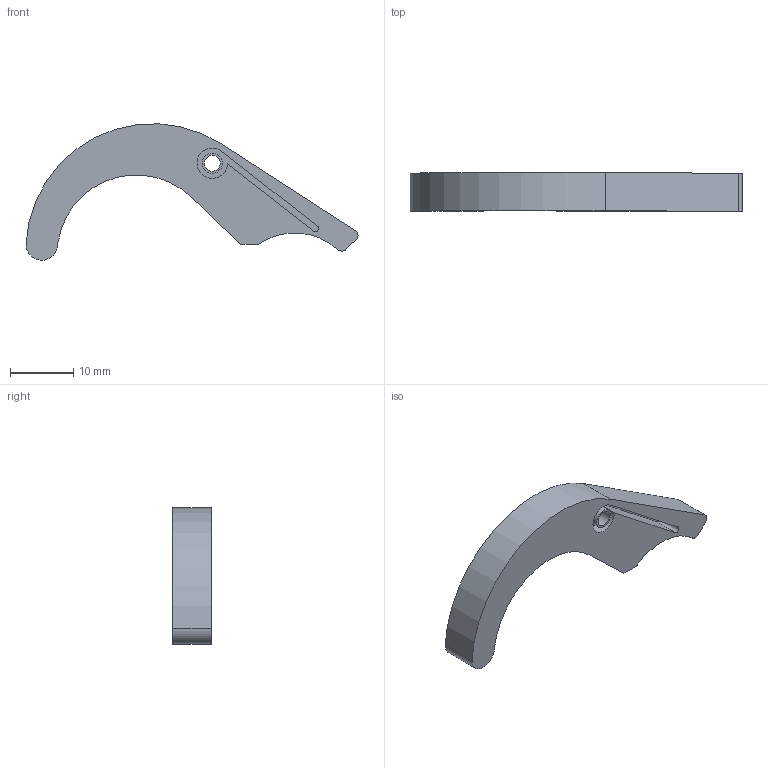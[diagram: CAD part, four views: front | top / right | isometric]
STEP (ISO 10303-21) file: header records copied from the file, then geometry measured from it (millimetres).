
FILE_DESCRIPTION((''),'2;1');
FILE_NAME('levierblocant.stp','2020-07-23T12:56:22',(''),(''),'STEP Write','Mastercam 2020 ... CNC Software, Inc.','');
FILE_SCHEMA(('AUTOMOTIVE_DESIGN'));
Length unit declared in the file: millimetre
Products named in the file (1): None
Bounding box: 52.38 x 6 x 21.51 mm (x, y, z)
Volume: 2619.6 mm3; surface area: 2025.6 mm2
Topology: 1 solids, 1 shells, 21 faces, 52 edges, 35 vertices
Faces by surface type: cylinder 11, plane 10
Full cylindrical faces by diameter (mm): 2.5 x1, 3.2 x1
Entity records: 673 total; most frequent: DIRECTION 117, CARTESIAN_POINT 106, ORIENTED_EDGE 98, EDGE_CURVE 49, AXIS2_PLACEMENT_3D 45, VERTEX_POINT 34, VECTOR 27, LINE 27
